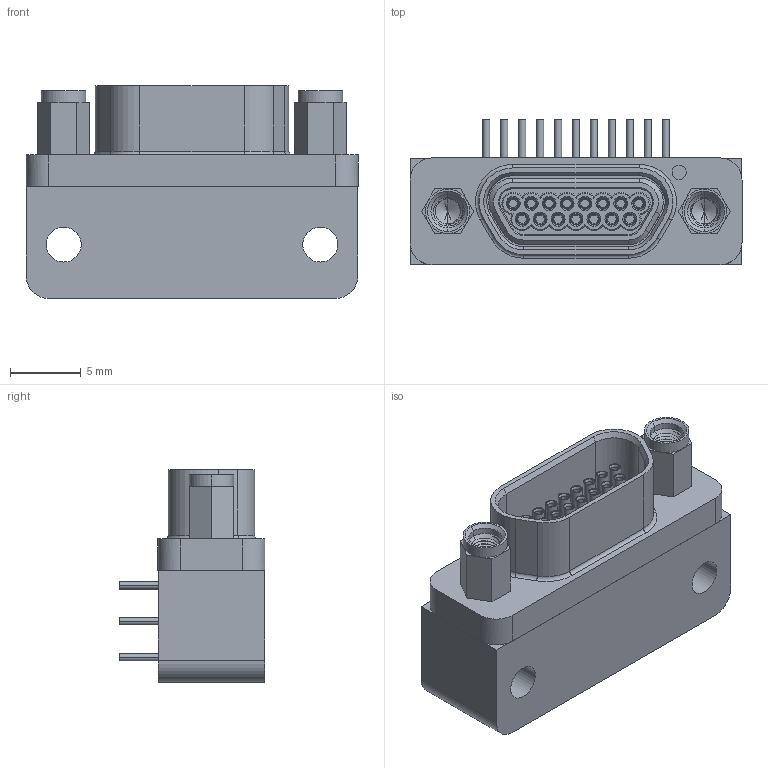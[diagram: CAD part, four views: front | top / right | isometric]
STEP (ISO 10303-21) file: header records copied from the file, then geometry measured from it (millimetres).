
FILE_DESCRIPTION((''),'2;1');
FILE_NAME('MDM15SCBRP_SW','2020-04-14T23:20:01',('so-gbl-IPlessing'),(''),'CREO PARAMETRIC BY PTC INC, 2019292','CREO PARAMETRIC BY PTC INC, 2019292','');
FILE_SCHEMA(('CONFIG_CONTROL_DESIGN'));
Length unit declared in the file: inch
Products named in the file (1): MDM15SCBRP_SW
Bounding box: 23.5 x 10.33 x 15.06 mm (x, y, z)
Volume: 1826.4 mm3; surface area: 1877 mm2
Topology: 1 solids, 1 shells, 444 faces, 1033 edges, 644 vertices
Faces by surface type: cylinder 172, plane 117, cone 103, torus 36, bspline 16
Entity records: 19654 total; most frequent: CARTESIAN_POINT 9452, DIRECTION 2190, ORIENTED_EDGE 2058, EDGE_CURVE 1029, AXIS2_PLACEMENT_3D 884, VERTEX_POINT 644, EDGE_LOOP 505, CIRCLE 456
